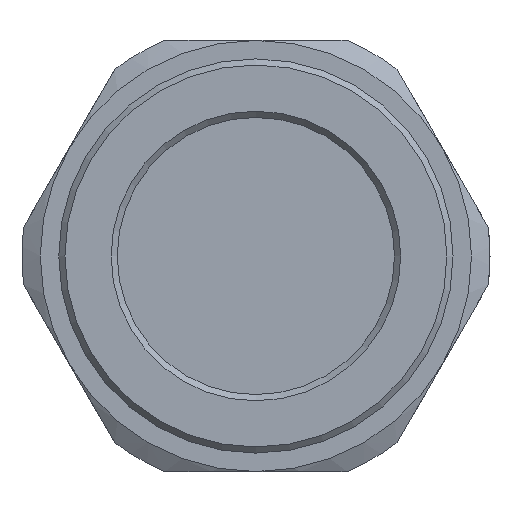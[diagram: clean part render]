
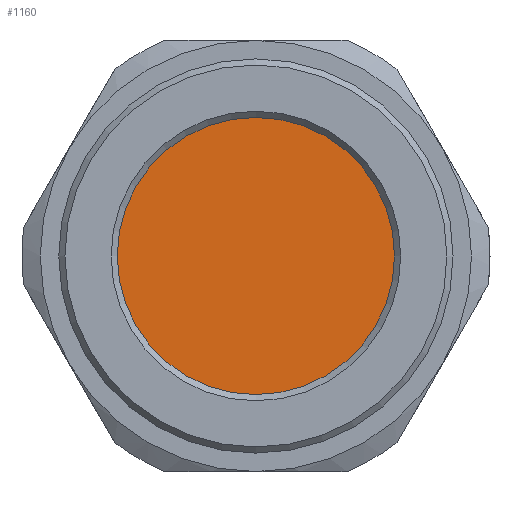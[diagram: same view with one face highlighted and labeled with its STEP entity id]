
A CAD part, front view. The second image highlights one B-rep face of the part: STEP entity #1160.
In plain terms, the highlighted planar face has unit normal (0, -1, 0).
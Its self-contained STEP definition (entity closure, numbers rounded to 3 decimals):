
#288=FACE_OUTER_BOUND('',#359,.T.);
#359=EDGE_LOOP('',(#792));
#438=CIRCLE('',#1253,11.25);
#514=VERTEX_POINT('',#1756);
#622=EDGE_CURVE('',#514,#514,#438,.T.);
#792=ORIENTED_EDGE('',*,*,#622,.F.);
#1132=PLANE('',#1252);
#1160=ADVANCED_FACE('',(#288),#1132,.T.);
#1252=AXIS2_PLACEMENT_3D('',#1755,#1403,#1404);
#1253=AXIS2_PLACEMENT_3D('',#1757,#1405,#1406);
#1403=DIRECTION('center_axis',(0.,-1.,0.));
#1404=DIRECTION('ref_axis',(0.,0.,-1.));
#1405=DIRECTION('center_axis',(0.,1.,0.));
#1406=DIRECTION('ref_axis',(-1.,0.,0.));
#1755=CARTESIAN_POINT('Origin',(-6.025,-6.669,0.));
#1756=CARTESIAN_POINT('',(5.225,-6.669,0.));
#1757=CARTESIAN_POINT('Origin',(-6.025,-6.669,0.));
